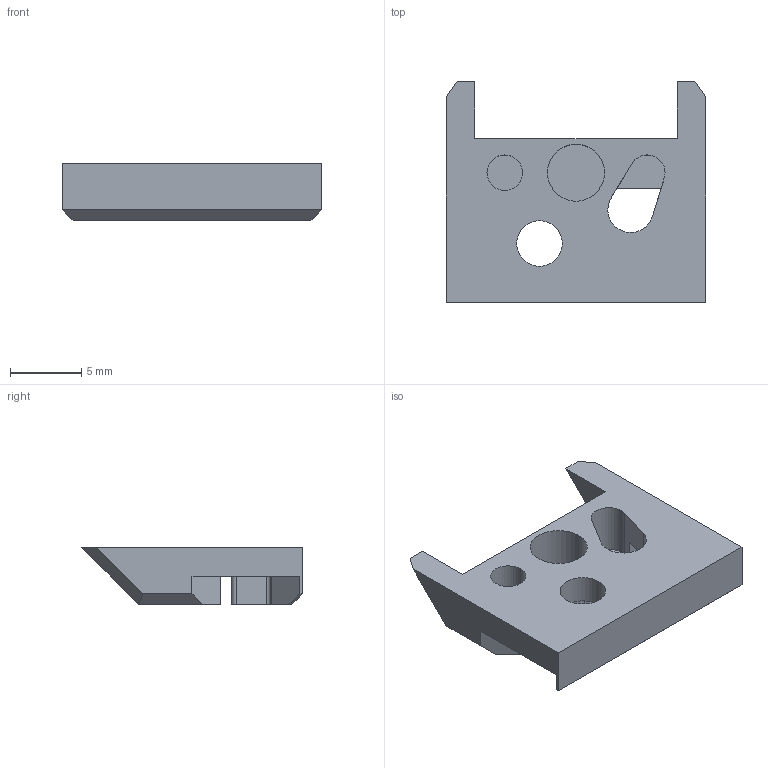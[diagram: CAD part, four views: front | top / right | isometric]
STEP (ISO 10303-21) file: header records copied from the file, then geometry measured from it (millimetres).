
FILE_DESCRIPTION (( 'STEP AP214' ), '1' );
FILE_NAME ('diyk_hot_swap_plate.step', '2021-10-19T03:15:00', ( '' ), ( '' ), 'SwSTEP 2.0', 'SolidWorks 2020', '' );
FILE_SCHEMA (( 'AUTOMOTIVE_DESIGN' ));
Length unit declared in the file: millimetre
Products named in the file (1): diyk_hot_swap_plate
Bounding box: 18.2 x 15.5 x 4 mm (x, y, z)
Volume: 566.1 mm3; surface area: 837.4 mm2
Topology: 1 solids, 1 shells, 51 faces, 140 edges, 92 vertices
Faces by surface type: plane 36, cylinder 15
Entity records: 1654 total; most frequent: CARTESIAN_POINT 284, ORIENTED_EDGE 280, DIRECTION 274, EDGE_CURVE 140, LINE 110, VECTOR 110, VERTEX_POINT 92, AXIS2_PLACEMENT_3D 82
